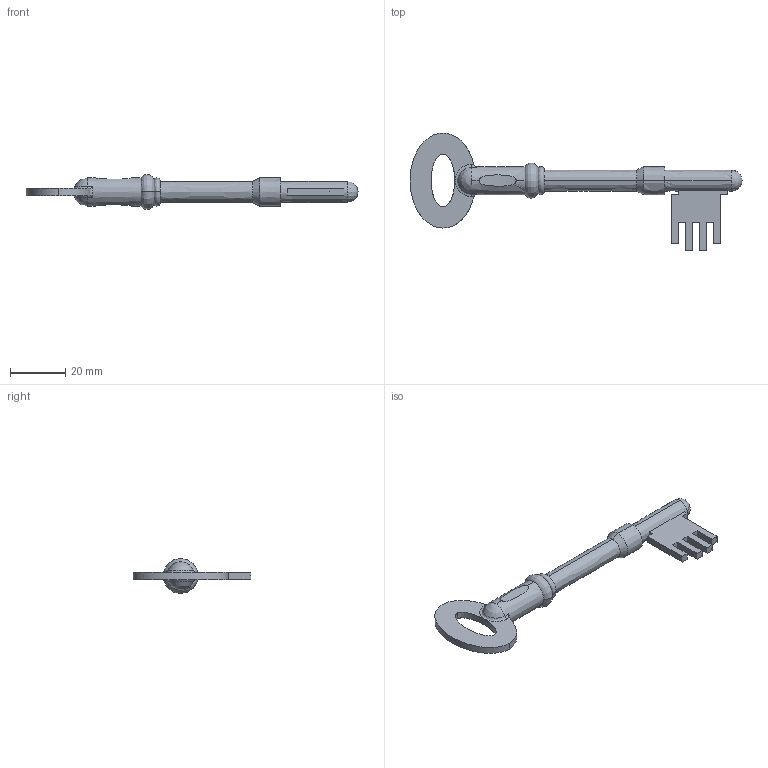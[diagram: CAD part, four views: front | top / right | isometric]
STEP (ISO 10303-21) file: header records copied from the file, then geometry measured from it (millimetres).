
FILE_DESCRIPTION(/* description */ ('Generated from Alias Stage'),/* implementation_level */ '2;1');
FILE_NAME(/* name */ 'K1_shell_final_96',/* time_stamp */ '2000-10-23T17:43:26-04:00',/* author */ (''),/* organization */ ('Alias|Wavefront'),/* preprocessor_version */ 'ST-DEVELOPER v7',/* originating_system */ 'Alias AutoStudio for Windows 9.6',/* authorisation */ '');
FILE_SCHEMA (('AUTOMOTIVE_DESIGN { 1 2 10303 214 0 1 1 1 }'));
Length unit declared in the file: centimetre
Products named in the file (1): K1_shell_final_96
Bounding box: 119.98 x 42.55 x 12.7 mm (x, y, z)
Volume: 7938.3 mm3; surface area: 4953.5 mm2
Topology: 1 solids, 1 shells, 39 faces, 141 edges, 101 vertices
Faces by surface type: bspline 39
Entity records: 5302 total; most frequent: CARTESIAN_POINT 4641, ORIENTED_EDGE 274, EDGE_CURVE 137, VERTEX_POINT 101, EDGE_LOOP 42, FACE_OUTER_BOUND 39, ADVANCED_FACE 39, FACE_BOUND 3
